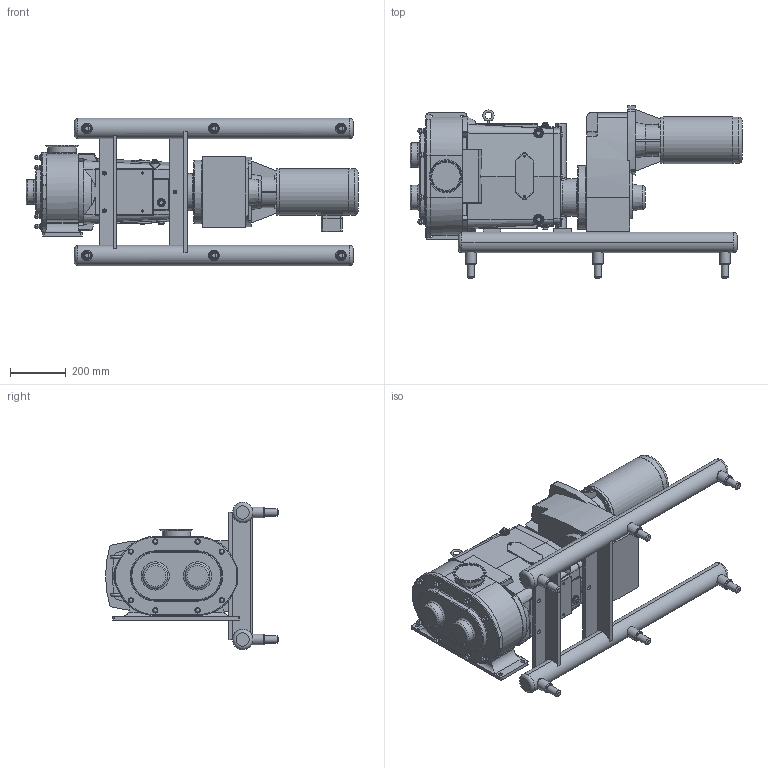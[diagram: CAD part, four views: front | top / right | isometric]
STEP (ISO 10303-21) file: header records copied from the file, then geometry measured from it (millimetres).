
FILE_DESCRIPTION(/* description */ (''),/* implementation_level */ '2;1');
FILE_NAME(/* name */ 'U1_224U1_145TC_(4.06 x 11.25)x4.0_S-Line_2HP_LH_SM.stp',/* time_stamp */ '2021-05-24T16:25:04+06:00',/* author */ ('trtmhr'),/* organization */ (''),/* preprocessor_version */ 'ST-DEVELOPER v18.1',/* originating_system */ 'Autodesk Inventor 2020',/* authorisation */ '');
FILE_SCHEMA (('AUTOMOTIVE_DESIGN { 1 0 10303 214 3 1 1 }'));
Length unit declared in the file: inch
Products named in the file (1): U1_224U1_145TC_(4.06 x 11.25)x4.0_S-Line_2HP_LH_SM
Bounding box: 1194.94 x 621.84 x 530.23 mm (x, y, z)
Volume: 81014021.1 mm3; surface area: 2573856.2 mm2
Topology: 4 solids, 4 shells, 1087 faces, 2861 edges, 1861 vertices
Faces by surface type: plane 505, cylinder 308, bspline 103, torus 94, cone 59, sphere 18
Full cylindrical faces by diameter (mm): 7.62 x6, 7.798 x1, 13.487 x4, 14.275 x8, 14.3 x3, 15.24 x1, 19.05 x8, 23.876 x3, 25.4 x11, 29.21 x2, 31.75 x3, 35.052 x6, 38.1 x6, 88.9 x2, 101.6 x1, 102.946 x2, 103.962 x1, 119.024 x1, 133.35 x1, 165.989 x1, 166.116 x1, 168.402 x1, 229.997 x1, 230.124 x1
Entity records: 36870 total; most frequent: CARTESIAN_POINT 9726, ORIENTED_EDGE 5688, DIRECTION 5679, EDGE_CURVE 2844, AXIS2_PLACEMENT_3D 2136, VERTEX_POINT 1861, LINE 1407, VECTOR 1407
